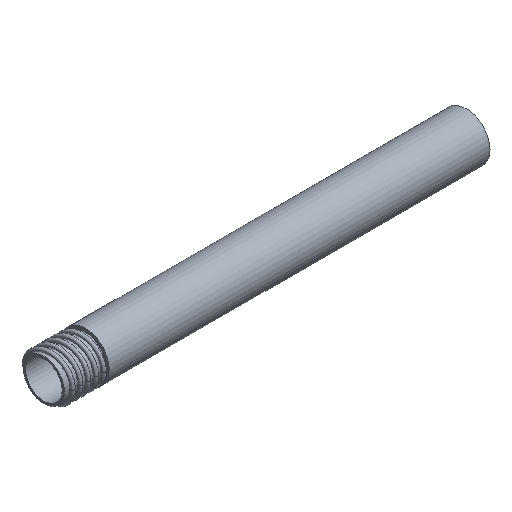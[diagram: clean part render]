
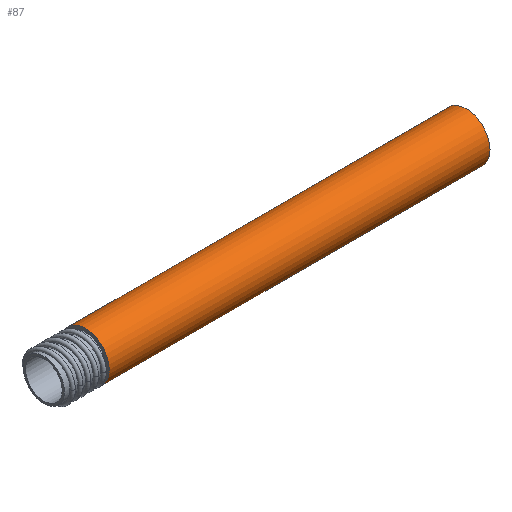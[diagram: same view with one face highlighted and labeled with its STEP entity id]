
A CAD part, isometric view. The second image highlights one B-rep face of the part: STEP entity #87.
In plain terms, the highlighted cylindrical face has radius 8.5 mm (diameter 17 mm), a full revolution.
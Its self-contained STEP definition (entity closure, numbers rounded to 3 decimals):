
#87 = ADVANCED_FACE( '', ( #121, #122 ), #123, .T. );
#121 = FACE_OUTER_BOUND( '', #162, .T. );
#122 = FACE_OUTER_BOUND( '', #163, .T. );
#123 = CYLINDRICAL_SURFACE( '', #164, 8.5 );
#162 = EDGE_LOOP( '', ( #274, #275, #276 ) );
#163 = EDGE_LOOP( '', ( #277 ) );
#164 = AXIS2_PLACEMENT_3D( '', #278, #279, #280 );
#274 = ORIENTED_EDGE( '', *, *, #354, .T. );
#275 = ORIENTED_EDGE( '', *, *, #352, .T. );
#276 = ORIENTED_EDGE( '', *, *, #355, .F. );
#277 = ORIENTED_EDGE( '', *, *, #356, .F. );
#278 = CARTESIAN_POINT( '', ( 150., 0., 0. ) );
#279 = DIRECTION( '', ( -1., 0., 0. ) );
#280 = DIRECTION( '', ( 0., 0., -1. ) );
#352 = EDGE_CURVE( '', #422, #420, #423, .T. );
#354 = EDGE_CURVE( '', #425, #422, #426, .T. );
#355 = EDGE_CURVE( '', #425, #420, #427, .F. );
#356 = EDGE_CURVE( '', #428, #428, #429, .T. );
#420 = VERTEX_POINT( '', #1336 );
#422 = VERTEX_POINT( '', #1379 );
#423 = CIRCLE( '', #1380, 8.5 );
#425 = VERTEX_POINT( '', #1383 );
#426 = CIRCLE( '', #1384, 8.5 );
#427 = B_SPLINE_CURVE_WITH_KNOTS( '', 3, ( #1385, #1386, #1387, #1388, #1389, #1390, #1391, #1392, #1393, #1394 ), .UNSPECIFIED., .F., .F., ( 4, 2, 2, 2, 4 ), ( 0.001, 0.003, 0.004, 0.005, 0.006 ), .UNSPECIFIED. );
#428 = VERTEX_POINT( '', #1395 );
#429 = CIRCLE( '', #1396, 8.5 );
#1336 = CARTESIAN_POINT( '', ( 14.707, 7.177, -4.554 ) );
#1379 = CARTESIAN_POINT( '', ( 14.707, 8.5, 0. ) );
#1380 = AXIS2_PLACEMENT_3D( '', #1440, #1441, #1442 );
#1383 = CARTESIAN_POINT( '', ( 14.707, 8.5, -0.02 ) );
#1384 = AXIS2_PLACEMENT_3D( '', #1444, #1445, #1446 );
#1385 = CARTESIAN_POINT( '', ( 14.707, 7.177, -4.554 ) );
#1386 = CARTESIAN_POINT( '', ( 14.716, 7.391, -4.217 ) );
#1387 = CARTESIAN_POINT( '', ( 14.723, 7.581, -3.865 ) );
#1388 = CARTESIAN_POINT( '', ( 14.733, 7.91, -3.137 ) );
#1389 = CARTESIAN_POINT( '', ( 14.735, 8.048, -2.762 ) );
#1390 = CARTESIAN_POINT( '', ( 14.735, 8.271, -2. ) );
#1391 = CARTESIAN_POINT( '', ( 14.733, 8.355, -1.611 ) );
#1392 = CARTESIAN_POINT( '', ( 14.723, 8.47, -0.819 ) );
#1393 = CARTESIAN_POINT( '', ( 14.716, 8.499, -0.419 ) );
#1394 = CARTESIAN_POINT( '', ( 14.707, 8.5, -0.02 ) );
#1395 = CARTESIAN_POINT( '', ( 150., 0., -8.5 ) );
#1396 = AXIS2_PLACEMENT_3D( '', #1447, #1448, #1449 );
#1440 = CARTESIAN_POINT( '', ( 14.707, 0., 0. ) );
#1441 = DIRECTION( '', ( 1., 0., 0. ) );
#1442 = DIRECTION( '', ( 0., 0., -1. ) );
#1444 = CARTESIAN_POINT( '', ( 14.707, 0., 0. ) );
#1445 = DIRECTION( '', ( 1., 0., 0. ) );
#1446 = DIRECTION( '', ( 0., 0., -1. ) );
#1447 = CARTESIAN_POINT( '', ( 150., 0., 0. ) );
#1448 = DIRECTION( '', ( 1., 0., 0. ) );
#1449 = DIRECTION( '', ( 0., 0., -1. ) );
